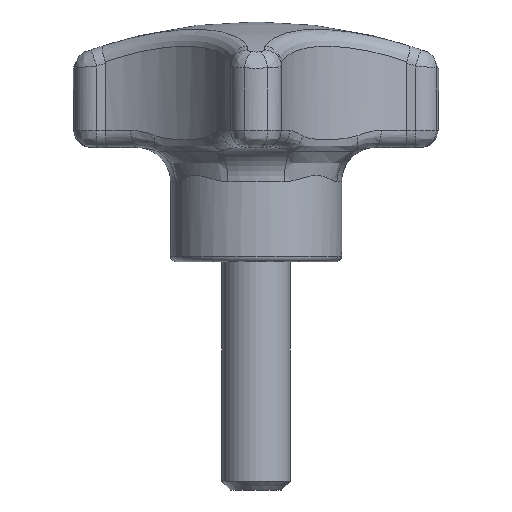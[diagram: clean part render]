
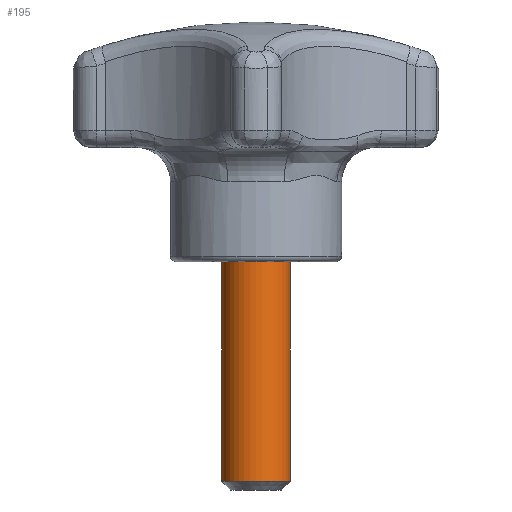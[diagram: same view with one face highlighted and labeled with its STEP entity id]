
A CAD part, front view. The second image highlights one B-rep face of the part: STEP entity #195.
In plain terms, the highlighted cylindrical face has radius 3 mm (diameter 6 mm), a full revolution.
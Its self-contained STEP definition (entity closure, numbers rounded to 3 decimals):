
#195 = ADVANCED_FACE( '', ( #458, #459 ), #460, .T. );
#458 = FACE_OUTER_BOUND( '', #2039, .T. );
#459 = FACE_OUTER_BOUND( '', #2040, .T. );
#460 = CYLINDRICAL_SURFACE( '', #2041, 3. );
#2039 = EDGE_LOOP( '', ( #5673 ) );
#2040 = EDGE_LOOP( '', ( #5674 ) );
#2041 = AXIS2_PLACEMENT_3D( '', #5675, #5676, #5677 );
#5673 = ORIENTED_EDGE( '', *, *, #6395, .T. );
#5674 = ORIENTED_EDGE( '', *, *, #6396, .T. );
#5675 = CARTESIAN_POINT( '', ( 0., 0., -20. ) );
#5676 = DIRECTION( '', ( 0., 0., -1. ) );
#5677 = DIRECTION( '', ( 1., 0., 0. ) );
#6395 = EDGE_CURVE( '', #6861, #6861, #6862, .F. );
#6396 = EDGE_CURVE( '', #6863, #6863, #6864, .F. );
#6861 = VERTEX_POINT( '', #8579 );
#6862 = CIRCLE( '', #8580, 3. );
#6863 = VERTEX_POINT( '', #8581 );
#6864 = CIRCLE( '', #8582, 3. );
#8579 = CARTESIAN_POINT( '', ( -3., 0., -19.25 ) );
#8580 = AXIS2_PLACEMENT_3D( '', #10284, #10285, #10286 );
#8581 = CARTESIAN_POINT( '', ( 3., 0., 0. ) );
#8582 = AXIS2_PLACEMENT_3D( '', #10287, #10288, #10289 );
#10284 = CARTESIAN_POINT( '', ( 0., 0., -19.25 ) );
#10285 = DIRECTION( '', ( 0., 0., -1. ) );
#10286 = DIRECTION( '', ( -1., 0., 0. ) );
#10287 = CARTESIAN_POINT( '', ( 0., 0., 0. ) );
#10288 = DIRECTION( '', ( 0., 0., 1. ) );
#10289 = DIRECTION( '', ( 1., 0., 0. ) );
